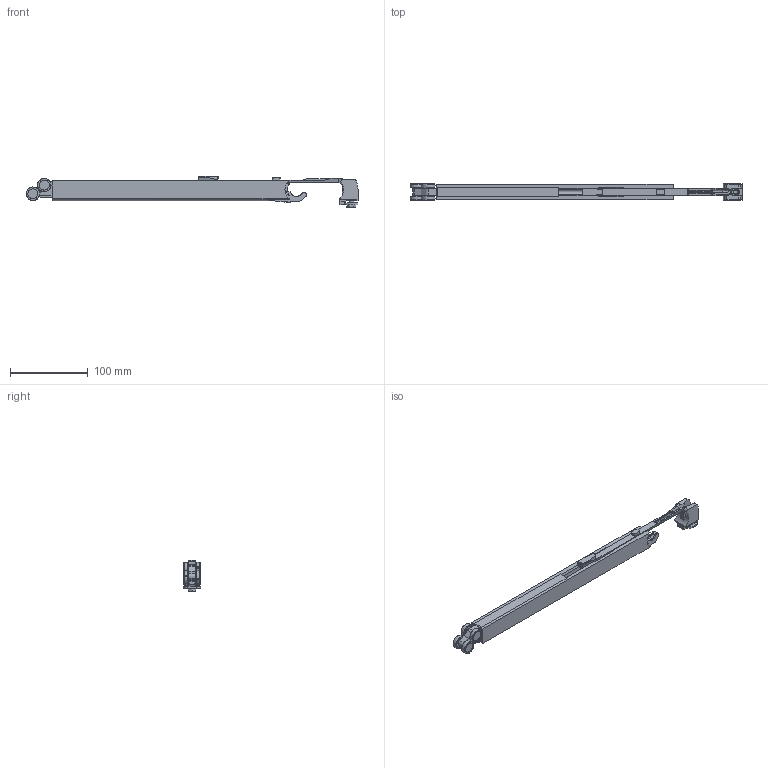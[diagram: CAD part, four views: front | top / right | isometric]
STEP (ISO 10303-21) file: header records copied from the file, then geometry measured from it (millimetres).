
FILE_DESCRIPTION(/* description */ (''),/* implementation_level */ '2;1');
FILE_NAME(/* name */ 'M68.stp',/* time_stamp */ '2020-04-30T15:35:18+02:00',/* author */ ('Giuliano'),/* organization */ (''),/* preprocessor_version */ 'ST-DEVELOPER v17.2',/* originating_system */ 'Autodesk Inventor 2019',/* authorisation */ '');
FILE_SCHEMA (('AUTOMOTIVE_DESIGN { 1 0 10303 214 3 1 1 }'));
Length unit declared in the file: millimetre
Products named in the file (1): Pièce1
Bounding box: 427.7 x 22.5 x 40.24 mm (x, y, z)
Volume: 151776.6 mm3; surface area: 70000.2 mm2
Topology: 14 solids, 14 shells, 443 faces, 1137 edges, 754 vertices
Faces by surface type: plane 254, cylinder 112, bspline 30, torus 18, cone 17, sphere 12
Full cylindrical faces by diameter (mm): 4 x2, 6 x1, 6.7 x4, 8.88 x1, 12.8 x8, 13.55 x4, 14 x8
Entity records: 15678 total; most frequent: CARTESIAN_POINT 4287, ORIENTED_EDGE 2274, DIRECTION 2268, EDGE_CURVE 1137, AXIS2_PLACEMENT_3D 823, VERTEX_POINT 754, LINE 622, VECTOR 622
